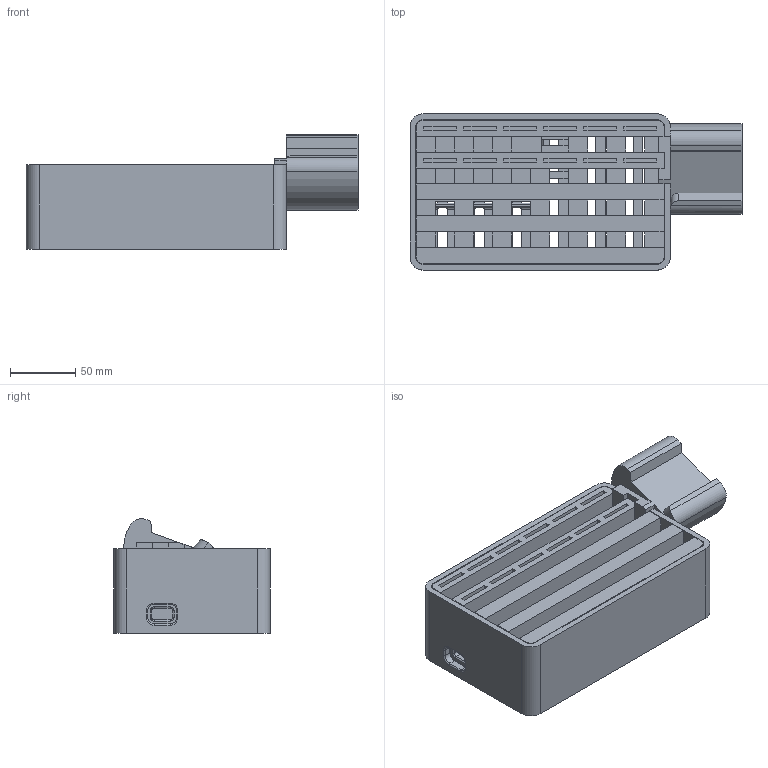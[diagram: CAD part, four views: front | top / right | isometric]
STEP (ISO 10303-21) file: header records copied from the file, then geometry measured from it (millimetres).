
FILE_DESCRIPTION(/* description */ ('Unknown'),/* implementation_level */ '2;1');
FILE_NAME(/* name */ 'Phone_Tablet_watch_Stand_Charger',/* time_stamp */ '2017-01-05T18:10:16+01:00',/* author */ ('Unknown'),/* organization */ ('Unknown'),/* preprocessor_version */ 'ST-DEVELOPER v16.7',/* originating_system */ 'DEX',/* authorisation */ $);
FILE_SCHEMA (('AUTOMOTIVE_DESIGN {1 0 10303 214 3 1 1}'));
Length unit declared in the file: millimetre
Products named in the file (5): Phone_Tablet_Stand_Charger; Box; Powersupply; frame; Watch_Mount_fenix3
Assembly tree (4 placements, depth 2):
  Phone_Tablet_Stand_Charger
    Box
    Powersupply
    frame
    Watch_Mount_fenix3
Bounding box: 255 x 120 x 88.08 mm (x, y, z)
Volume: 836647.2 mm3; surface area: 247861.7 mm2
Topology: 4 solids, 4 shells, 465 faces, 1345 edges, 863 vertices
Faces by surface type: plane 289, cylinder 153, torus 20, bspline 2, sphere 1
Entity records: 15440 total; most frequent: CARTESIAN_POINT 2746, ORIENTED_EDGE 2684, DIRECTION 2545, EDGE_CURVE 1342, LINE 1061, VECTOR 1061, VERTEX_POINT 863, AXIS2_PLACEMENT_3D 742
